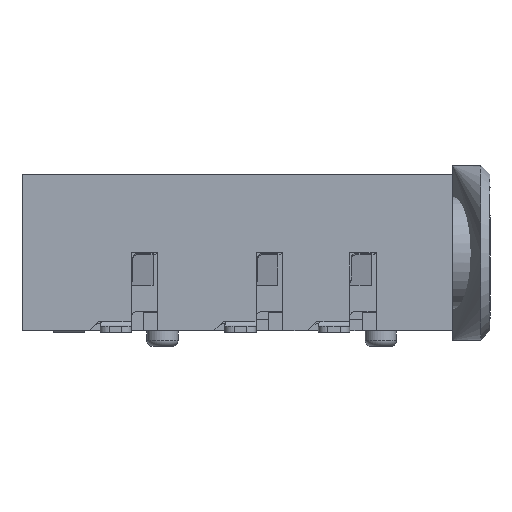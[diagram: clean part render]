
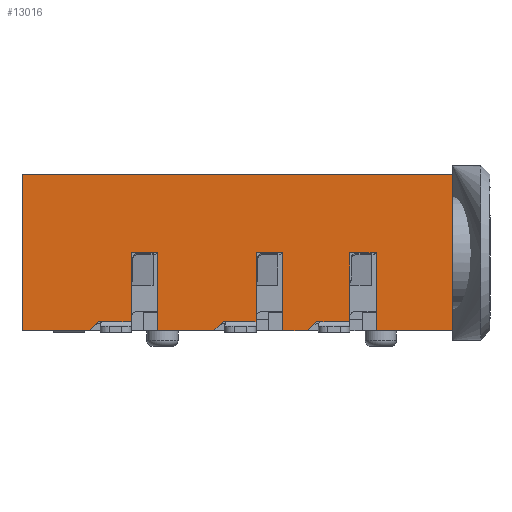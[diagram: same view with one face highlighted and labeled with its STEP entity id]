
A CAD part, left-side view. The second image highlights one B-rep face of the part: STEP entity #13016.
In plain terms, the highlighted planar face has unit normal (-1, 0, 0).
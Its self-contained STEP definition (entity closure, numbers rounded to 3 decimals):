
#1397 = VERTEX_POINT('',#1398);
#1398 = CARTESIAN_POINT('',(-3.,8.8,
    2.65));
#1404 = EDGE_CURVE('',#1405,#1397,#1407,.T.);
#1405 = VERTEX_POINT('',#1406);
#1406 = CARTESIAN_POINT('',(-3.,8.8,
    0.45));
#1407 = LINE('',#1408,#1409);
#1408 = CARTESIAN_POINT('',(-3.,8.8,
    5.15));
#1409 = VECTOR('',#1410,1.);
#1410 = DIRECTION('',(0.,0.,1.));
#1527 = VERTEX_POINT('',#1528);
#1528 = CARTESIAN_POINT('',(-3.,4.8,
    2.65));
#1534 = EDGE_CURVE('',#1535,#1527,#1537,.T.);
#1535 = VERTEX_POINT('',#1536);
#1536 = CARTESIAN_POINT('',(-3.,4.8,
    0.45));
#1537 = LINE('',#1538,#1539);
#1538 = CARTESIAN_POINT('',(-3.,4.8,
    5.15));
#1539 = VECTOR('',#1540,1.);
#1540 = DIRECTION('',(0.,0.,1.));
#1657 = VERTEX_POINT('',#1658);
#1658 = CARTESIAN_POINT('',(-3.,1.8,
    2.65));
#1664 = EDGE_CURVE('',#1665,#1657,#1667,.T.);
#1665 = VERTEX_POINT('',#1666);
#1666 = CARTESIAN_POINT('',(-3.,1.8,
    0.45));
#1667 = LINE('',#1668,#1669);
#1668 = CARTESIAN_POINT('',(-3.,1.8,
    5.15));
#1669 = VECTOR('',#1670,1.);
#1670 = DIRECTION('',(0.,0.,1.));
#12098 = EDGE_CURVE('',#1657,#12099,#12101,.T.);
#12099 = VERTEX_POINT('',#12100);
#12100 = CARTESIAN_POINT('',(-3.,0.95,
    2.65));
#12101 = LINE('',#12102,#12103);
#12102 = CARTESIAN_POINT('',(-3.,12.3,
    2.65));
#12103 = VECTOR('',#12104,1.);
#12104 = DIRECTION('',(0.,-1.,0.));
#12122 = EDGE_CURVE('',#12099,#12123,#12125,.T.);
#12123 = VERTEX_POINT('',#12124);
#12124 = CARTESIAN_POINT('',(-3.,0.95,
    0.15));
#12125 = LINE('',#12126,#12127);
#12126 = CARTESIAN_POINT('',(-3.,0.95,
    5.15));
#12127 = VECTOR('',#12128,1.);
#12128 = DIRECTION('',(0.,0.,-1.));
#12214 = VERTEX_POINT('',#12215);
#12215 = CARTESIAN_POINT('',(-3.,12.3,
    5.15));
#12221 = EDGE_CURVE('',#12222,#12214,#12224,.T.);
#12222 = VERTEX_POINT('',#12223);
#12223 = CARTESIAN_POINT('',(-3.,-1.5,
    5.15));
#12224 = LINE('',#12225,#12226);
#12225 = CARTESIAN_POINT('',(-3.,12.3,
    5.15));
#12226 = VECTOR('',#12227,1.);
#12227 = DIRECTION('',(0.,1.,0.));
#12261 = VERTEX_POINT('',#12262);
#12262 = CARTESIAN_POINT('',(-3.,9.85,
    0.45));
#12270 = EDGE_CURVE('',#12261,#1405,#12271,.T.);
#12271 = LINE('',#12272,#12273);
#12272 = CARTESIAN_POINT('',(-3.,12.3,
    0.45));
#12273 = VECTOR('',#12274,1.);
#12274 = DIRECTION('',(0.,-1.,0.));
#12286 = VERTEX_POINT('',#12287);
#12287 = CARTESIAN_POINT('',(-3.,7.95,
    2.65));
#12293 = EDGE_CURVE('',#1397,#12286,#12294,.T.);
#12294 = LINE('',#12295,#12296);
#12295 = CARTESIAN_POINT('',(-3.,12.3,
    2.65));
#12296 = VECTOR('',#12297,1.);
#12297 = DIRECTION('',(0.,-1.,0.));
#12320 = VERTEX_POINT('',#12321);
#12321 = CARTESIAN_POINT('',(-3.,7.95,
    0.15));
#12327 = EDGE_CURVE('',#12286,#12320,#12328,.T.);
#12328 = LINE('',#12329,#12330);
#12329 = CARTESIAN_POINT('',(-3.,7.95,
    5.15));
#12330 = VECTOR('',#12331,1.);
#12331 = DIRECTION('',(0.,0.,-1.));
#12343 = VERTEX_POINT('',#12344);
#12344 = CARTESIAN_POINT('',(-3.,5.85,
    0.45));
#12352 = EDGE_CURVE('',#12343,#1535,#12353,.T.);
#12353 = LINE('',#12354,#12355);
#12354 = CARTESIAN_POINT('',(-3.,12.3,
    0.45));
#12355 = VECTOR('',#12356,1.);
#12356 = DIRECTION('',(0.,-1.,0.));
#12366 = EDGE_CURVE('',#1527,#12367,#12369,.T.);
#12367 = VERTEX_POINT('',#12368);
#12368 = CARTESIAN_POINT('',(-3.,3.95,
    2.65));
#12369 = LINE('',#12370,#12371);
#12370 = CARTESIAN_POINT('',(-3.,12.3,
    2.65));
#12371 = VECTOR('',#12372,1.);
#12372 = DIRECTION('',(0.,-1.,0.));
#12390 = EDGE_CURVE('',#12367,#12391,#12393,.T.);
#12391 = VERTEX_POINT('',#12392);
#12392 = CARTESIAN_POINT('',(-3.,3.95,
    0.15));
#12393 = LINE('',#12394,#12395);
#12394 = CARTESIAN_POINT('',(-3.,3.95,
    5.15));
#12395 = VECTOR('',#12396,1.);
#12396 = DIRECTION('',(0.,0.,-1.));
#12596 = VERTEX_POINT('',#12597);
#12597 = CARTESIAN_POINT('',(-3.,2.85,
    0.45));
#12605 = EDGE_CURVE('',#12596,#1665,#12606,.T.);
#12606 = LINE('',#12607,#12608);
#12607 = CARTESIAN_POINT('',(-3.,12.3,
    0.45));
#12608 = VECTOR('',#12609,1.);
#12609 = DIRECTION('',(0.,-1.,0.));
#12698 = EDGE_CURVE('',#12699,#12343,#12701,.T.);
#12699 = VERTEX_POINT('',#12700);
#12700 = CARTESIAN_POINT('',(-3.,6.15,
    0.15));
#12701 = LINE('',#12702,#12703);
#12702 = CARTESIAN_POINT('',(-3.,6.15,
    0.15));
#12703 = VECTOR('',#12704,1.);
#12704 = DIRECTION('',(0.,-0.707,0.707
    ));
#12809 = EDGE_CURVE('',#12810,#12261,#12812,.T.);
#12810 = VERTEX_POINT('',#12811);
#12811 = CARTESIAN_POINT('',(-3.,10.15,
    0.15));
#12812 = LINE('',#12813,#12814);
#12813 = CARTESIAN_POINT('',(-3.,10.15,
    0.15));
#12814 = VECTOR('',#12815,1.);
#12815 = DIRECTION('',(0.,-0.707,0.707
    ));
#12838 = VERTEX_POINT('',#12839);
#12839 = CARTESIAN_POINT('',(-3.,12.3,
    0.15));
#12845 = EDGE_CURVE('',#12214,#12838,#12846,.T.);
#12846 = LINE('',#12847,#12848);
#12847 = CARTESIAN_POINT('',(-3.,12.3,
    5.15));
#12848 = VECTOR('',#12849,1.);
#12849 = DIRECTION('',(0.,0.,-1.));
#12997 = VERTEX_POINT('',#12998);
#12998 = CARTESIAN_POINT('',(-3.,-1.5,
    0.15));
#13006 = EDGE_CURVE('',#12997,#12222,#13007,.T.);
#13007 = LINE('',#13008,#13009);
#13008 = CARTESIAN_POINT('',(-3.,-1.5,
    5.15));
#13009 = VECTOR('',#13010,1.);
#13010 = DIRECTION('',(0.,0.,1.));
#13016 = ADVANCED_FACE('',(#13017),#13068,.T.);
#13017 = FACE_BOUND('',#13018,.T.);
#13018 = EDGE_LOOP('',(#13019,#13027,#13033,#13034,#13035,#13036,#13037,
    #13043,#13044,#13045,#13046,#13052,#13053,#13054,#13055,#13056,
    #13057,#13063,#13064,#13065,#13066,#13067));
#13019 = ORIENTED_EDGE('',*,*,#13020,.F.);
#13020 = EDGE_CURVE('',#13021,#12391,#13023,.T.);
#13021 = VERTEX_POINT('',#13022);
#13022 = CARTESIAN_POINT('',(-3.,3.15,
    0.15));
#13023 = LINE('',#13024,#13025);
#13024 = CARTESIAN_POINT('',(-3.,5.4,
    0.15));
#13025 = VECTOR('',#13026,1.);
#13026 = DIRECTION('',(0.,1.,0.));
#13027 = ORIENTED_EDGE('',*,*,#13028,.F.);
#13028 = EDGE_CURVE('',#12596,#13021,#13029,.T.);
#13029 = LINE('',#13030,#13031);
#13030 = CARTESIAN_POINT('',(-3.,3.,
    0.3));
#13031 = VECTOR('',#13032,1.);
#13032 = DIRECTION('',(0.,0.707,
    -0.707));
#13033 = ORIENTED_EDGE('',*,*,#12605,.T.);
#13034 = ORIENTED_EDGE('',*,*,#1664,.T.);
#13035 = ORIENTED_EDGE('',*,*,#12098,.T.);
#13036 = ORIENTED_EDGE('',*,*,#12122,.T.);
#13037 = ORIENTED_EDGE('',*,*,#13038,.F.);
#13038 = EDGE_CURVE('',#12997,#12123,#13039,.T.);
#13039 = LINE('',#13040,#13041);
#13040 = CARTESIAN_POINT('',(-3.,5.4,
    0.15));
#13041 = VECTOR('',#13042,1.);
#13042 = DIRECTION('',(0.,1.,0.));
#13043 = ORIENTED_EDGE('',*,*,#13006,.T.);
#13044 = ORIENTED_EDGE('',*,*,#12221,.T.);
#13045 = ORIENTED_EDGE('',*,*,#12845,.T.);
#13046 = ORIENTED_EDGE('',*,*,#13047,.F.);
#13047 = EDGE_CURVE('',#12810,#12838,#13048,.T.);
#13048 = LINE('',#13049,#13050);
#13049 = CARTESIAN_POINT('',(-3.,5.4,
    0.15));
#13050 = VECTOR('',#13051,1.);
#13051 = DIRECTION('',(0.,1.,0.));
#13052 = ORIENTED_EDGE('',*,*,#12809,.T.);
#13053 = ORIENTED_EDGE('',*,*,#12270,.T.);
#13054 = ORIENTED_EDGE('',*,*,#1404,.T.);
#13055 = ORIENTED_EDGE('',*,*,#12293,.T.);
#13056 = ORIENTED_EDGE('',*,*,#12327,.T.);
#13057 = ORIENTED_EDGE('',*,*,#13058,.F.);
#13058 = EDGE_CURVE('',#12699,#12320,#13059,.T.);
#13059 = LINE('',#13060,#13061);
#13060 = CARTESIAN_POINT('',(-3.,5.4,
    0.15));
#13061 = VECTOR('',#13062,1.);
#13062 = DIRECTION('',(0.,1.,0.));
#13063 = ORIENTED_EDGE('',*,*,#12698,.T.);
#13064 = ORIENTED_EDGE('',*,*,#12352,.T.);
#13065 = ORIENTED_EDGE('',*,*,#1534,.T.);
#13066 = ORIENTED_EDGE('',*,*,#12366,.T.);
#13067 = ORIENTED_EDGE('',*,*,#12390,.T.);
#13068 = PLANE('',#13069);
#13069 = AXIS2_PLACEMENT_3D('',#13070,#13071,#13072);
#13070 = CARTESIAN_POINT('',(-3.,12.3,
    5.15));
#13071 = DIRECTION('',(-1.,0.,0.));
#13072 = DIRECTION('',(0.,0.,-1.));
